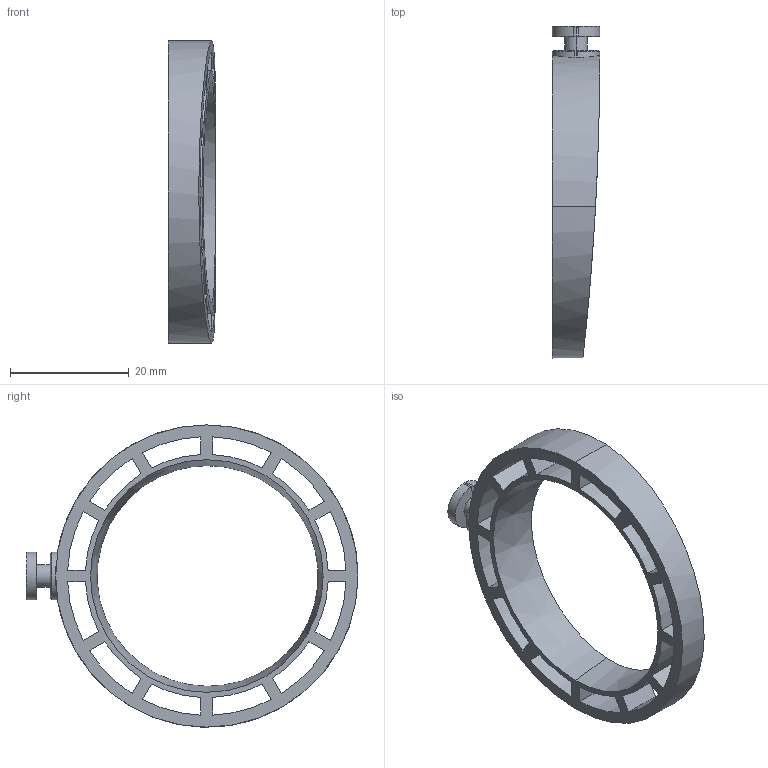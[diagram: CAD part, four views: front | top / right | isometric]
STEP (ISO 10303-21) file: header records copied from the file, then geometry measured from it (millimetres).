
FILE_DESCRIPTION((''),'2;1');
FILE_NAME('BALL_THROWING_HAND','2021-04-13T10:13:07',('finla'),(''),'CREO PARAMETRIC BY PTC INC, 2020342','CREO PARAMETRIC BY PTC INC, 2020342','');
FILE_SCHEMA(('CONFIG_CONTROL_DESIGN'));
Length unit declared in the file: millimetre
Products named in the file (1): BALL_THROWING_HAND
Bounding box: 8 x 56 x 51 mm (x, y, z)
Volume: 4028.2 mm3; surface area: 5354.9 mm2
Topology: 1 solids, 1 shells, 85 faces, 229 edges, 146 vertices
Faces by surface type: plane 42, cylinder 33, cone 8, bspline 2
Entity records: 3132 total; most frequent: CARTESIAN_POINT 1019, ORIENTED_EDGE 458, DIRECTION 369, EDGE_CURVE 229, VERTEX_POINT 146, AXIS2_PLACEMENT_3D 125, VECTOR 119, LINE 119
